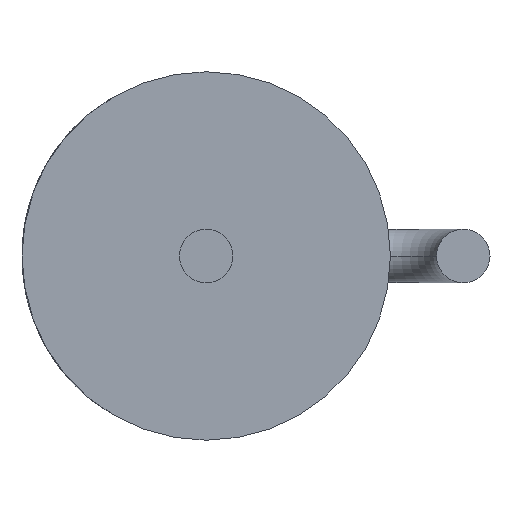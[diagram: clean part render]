
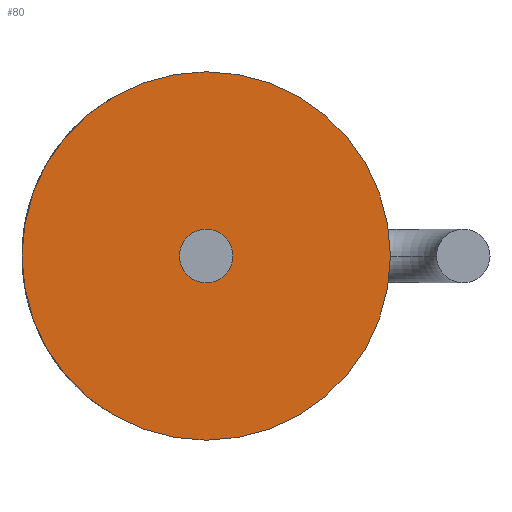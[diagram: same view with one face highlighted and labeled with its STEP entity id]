
A CAD part, front view. The second image highlights one B-rep face of the part: STEP entity #80.
In plain terms, the highlighted planar face has unit normal (0, -1, 0).
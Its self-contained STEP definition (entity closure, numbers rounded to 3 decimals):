
#80 = ADVANCED_FACE ( 'NONE', ( #4779, #1476 ), #3158, .F. ) ;
#206 = CIRCLE ( 'NONE', #5187, 0.66 ) ;
#339 = EDGE_CURVE ( 'NONE', #2647, #2629, #4820, .T. ) ;
#508 = DIRECTION ( 'NONE',  ( 0., 0., 1. ) ) ;
#737 = CARTESIAN_POINT ( 'NONE',  ( 0., 2., 0. ) ) ;
#834 = CARTESIAN_POINT ( 'NONE',  ( -0.66, 2., 0. ) ) ;
#919 = VERTEX_POINT ( 'NONE', #5248 ) ;
#1098 = CARTESIAN_POINT ( 'NONE',  ( 0., 2., 0. ) ) ;
#1135 = DIRECTION ( 'NONE',  ( 0., 0., 1. ) ) ;
#1155 = CARTESIAN_POINT ( 'NONE',  ( 0., 2., 0. ) ) ;
#1252 = AXIS2_PLACEMENT_3D ( 'NONE', #1673, #2796, #3196 ) ;
#1476 = FACE_OUTER_BOUND ( 'NONE', #3284, .T. ) ;
#1494 = CIRCLE ( 'NONE', #1252, 4.55 ) ;
#1561 = AXIS2_PLACEMENT_3D ( 'NONE', #1155, #3926, #2270 ) ;
#1640 = EDGE_CURVE ( 'NONE', #919, #3882, #1494, .T. ) ;
#1673 = CARTESIAN_POINT ( 'NONE',  ( 0., 2., 0. ) ) ;
#1718 = EDGE_LOOP ( 'NONE', ( #2225, #4911 ) ) ;
#1987 = AXIS2_PLACEMENT_3D ( 'NONE', #737, #4801, #1135 ) ;
#2111 = DIRECTION ( 'NONE',  ( 0., -1., 0. ) ) ;
#2201 = ORIENTED_EDGE ( 'NONE', *, *, #2791, .F. ) ;
#2225 = ORIENTED_EDGE ( 'NONE', *, *, #339, .F. ) ;
#2270 = DIRECTION ( 'NONE',  ( 0., 0., 1. ) ) ;
#2433 = CARTESIAN_POINT ( 'NONE',  ( 0.66, 2., 0. ) ) ;
#2629 = VERTEX_POINT ( 'NONE', #834 ) ;
#2647 = VERTEX_POINT ( 'NONE', #2433 ) ;
#2717 = DIRECTION ( 'NONE',  ( 0., 1., 0. ) ) ;
#2791 = EDGE_CURVE ( 'NONE', #3882, #919, #3875, .T. ) ;
#2796 = DIRECTION ( 'NONE',  ( 0., 1., 0. ) ) ;
#2896 = EDGE_CURVE ( 'NONE', #2629, #2647, #206, .T. ) ;
#3158 = PLANE ( 'NONE',  #1987 ) ;
#3192 = AXIS2_PLACEMENT_3D ( 'NONE', #1098, #2717, #4354 ) ;
#3196 = DIRECTION ( 'NONE',  ( 0., 0., 1. ) ) ;
#3284 = EDGE_LOOP ( 'NONE', ( #4644, #2201 ) ) ;
#3352 = CARTESIAN_POINT ( 'NONE',  ( 0., 2., 4.55 ) ) ;
#3875 = CIRCLE ( 'NONE', #3192, 4.55 ) ;
#3882 = VERTEX_POINT ( 'NONE', #3352 ) ;
#3926 = DIRECTION ( 'NONE',  ( 0., -1., 0. ) ) ;
#4354 = DIRECTION ( 'NONE',  ( 0., 0., 1. ) ) ;
#4644 = ORIENTED_EDGE ( 'NONE', *, *, #1640, .F. ) ;
#4779 = FACE_BOUND ( 'NONE', #1718, .T. ) ;
#4801 = DIRECTION ( 'NONE',  ( 0., 1., 0. ) ) ;
#4820 = CIRCLE ( 'NONE', #1561, 0.66 ) ;
#4911 = ORIENTED_EDGE ( 'NONE', *, *, #2896, .F. ) ;
#4938 = CARTESIAN_POINT ( 'NONE',  ( 0., 2., 0. ) ) ;
#5187 = AXIS2_PLACEMENT_3D ( 'NONE', #4938, #2111, #508 ) ;
#5248 = CARTESIAN_POINT ( 'NONE',  ( 0., 2., -4.55 ) ) ;
